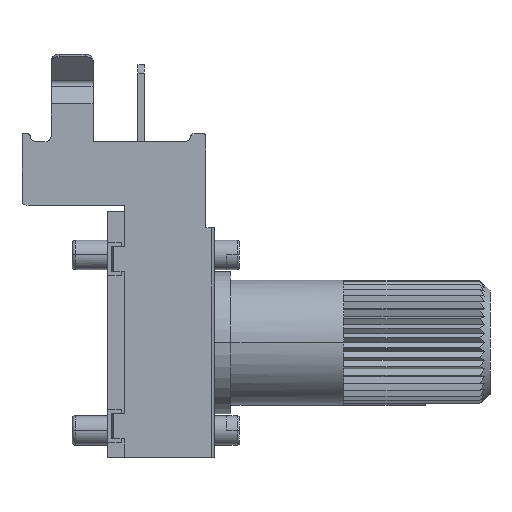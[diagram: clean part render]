
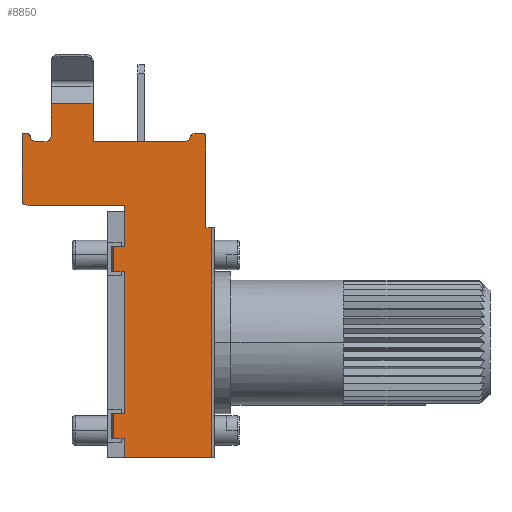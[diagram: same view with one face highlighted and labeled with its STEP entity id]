
A CAD part, left-side view. The second image highlights one B-rep face of the part: STEP entity #8850.
In plain terms, the highlighted planar face has unit normal (-1, 0, 0).
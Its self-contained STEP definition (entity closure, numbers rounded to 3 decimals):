
#4136=DIRECTION('',(0.,1.,0.));
#4137=VECTOR('',#4136,0.265);
#4138=CARTESIAN_POINT('',(-4.85,-0.265,5.5));
#4139=LINE('',#4138,#4137);
#4235=DIRECTION('',(0.,0.,-1.));
#4236=VECTOR('',#4235,3.324);
#4237=CARTESIAN_POINT('',(-4.85,8.8,10.));
#4238=LINE('',#4237,#4236);
#4706=DIRECTION('',(0.,1.,0.));
#4707=VECTOR('',#4706,4.165);
#4708=CARTESIAN_POINT('',(-4.85,-0.265,-5.5));
#4709=LINE('',#4708,#4707);
#5269=CARTESIAN_POINT('',(-4.85,8.5,7.076));
#5270=DIRECTION('',(-1.,0.,0.));
#5271=DIRECTION('',(0.,0.6,-0.8));
#5272=AXIS2_PLACEMENT_3D('',#5269,#5270,#5271);
#5282=DIRECTION('',(0.,0.,1.));
#5283=VECTOR('',#5282,11.);
#5284=CARTESIAN_POINT('',(-4.85,-0.265,-5.5));
#5285=LINE('',#5284,#5283);
#5536=DIRECTION('',(0.,0.,1.));
#5537=VECTOR('',#5536,0.9);
#5538=CARTESIAN_POINT('',(-4.85,3.9,-5.5));
#5539=LINE('',#5538,#5537);
#5548=DIRECTION('',(0.,1.,0.));
#5549=VECTOR('',#5548,0.524);
#5550=CARTESIAN_POINT('',(-4.85,3.9,-4.6));
#5551=LINE('',#5550,#5549);
#5574=DIRECTION('',(0.,1.,0.));
#5575=VECTOR('',#5574,0.524);
#5576=CARTESIAN_POINT('',(-4.85,3.9,-3.4));
#5577=LINE('',#5576,#5575);
#5599=DIRECTION('',(0.,0.,-1.));
#5600=VECTOR('',#5599,1.2);
#5601=CARTESIAN_POINT('',(-4.85,4.424,-3.4));
#5602=LINE('',#5601,#5600);
#5616=DIRECTION('',(0.,0.,1.));
#5617=VECTOR('',#5616,6.8);
#5618=CARTESIAN_POINT('',(-4.85,3.9,-3.4));
#5619=LINE('',#5618,#5617);
#5628=DIRECTION('',(0.,1.,0.));
#5629=VECTOR('',#5628,0.524);
#5630=CARTESIAN_POINT('',(-4.85,3.9,3.4));
#5631=LINE('',#5630,#5629);
#5658=DIRECTION('',(0.,1.,0.));
#5659=VECTOR('',#5658,0.524);
#5660=CARTESIAN_POINT('',(-4.85,3.9,4.6));
#5661=LINE('',#5660,#5659);
#5683=DIRECTION('',(0.,0.,-1.));
#5684=VECTOR('',#5683,1.2);
#5685=CARTESIAN_POINT('',(-4.85,4.424,4.6));
#5686=LINE('',#5685,#5684);
#5700=DIRECTION('',(0.,0.,1.));
#5701=VECTOR('',#5700,1.976);
#5702=CARTESIAN_POINT('',(-4.85,3.9,4.6));
#5703=LINE('',#5702,#5701);
#5712=DIRECTION('',(0.,1.,0.));
#5713=VECTOR('',#5712,4.6);
#5714=CARTESIAN_POINT('',(-4.85,3.9,6.576));
#5715=LINE('',#5714,#5713);
#5720=DIRECTION('',(0.,1.,0.));
#5721=VECTOR('',#5720,0.286);
#5722=CARTESIAN_POINT('',(-4.85,8.514,10.));
#5723=LINE('',#5722,#5721);
#5732=CARTESIAN_POINT('',(-4.85,8.514,9.9));
#5733=DIRECTION('',(1.,0.,0.));
#5734=DIRECTION('',(0.,0.,1.));
#5735=AXIS2_PLACEMENT_3D('',#5732,#5733,#5734);
#5741=CARTESIAN_POINT('',(-4.85,8.115,9.92));
#5742=DIRECTION('',(1.,0.,0.));
#5743=DIRECTION('',(0.,0.,-1.));
#5744=AXIS2_PLACEMENT_3D('',#5741,#5742,#5743);
#5754=DIRECTION('',(0.,-1.,0.));
#5755=VECTOR('',#5754,0.415);
#5756=CARTESIAN_POINT('',(-4.85,8.115,9.62));
#5757=LINE('',#5756,#5755);
#5762=CARTESIAN_POINT('',(-4.85,7.7,9.92));
#5763=DIRECTION('',(-1.,0.,0.));
#5764=DIRECTION('',(0.,0.,-1.));
#5765=AXIS2_PLACEMENT_3D('',#5762,#5763,#5764);
#5801=DIRECTION('',(0.,0.,1.));
#5802=VECTOR('',#5801,1.516);
#5803=CARTESIAN_POINT('',(-4.85,7.4,9.92));
#5804=LINE('',#5803,#5802);
#5834=DIRECTION('',(0.,0.,1.));
#5835=VECTOR('',#5834,1.816);
#5836=CARTESIAN_POINT('',(-4.85,5.4,9.62));
#5837=LINE('',#5836,#5835);
#5859=DIRECTION('',(0.,-1.,0.));
#5860=VECTOR('',#5859,4.385);
#5861=CARTESIAN_POINT('',(-4.85,5.4,9.62));
#5862=LINE('',#5861,#5860);
#5867=CARTESIAN_POINT('',(-4.85,1.015,9.92));
#5868=DIRECTION('',(1.,0.,0.));
#5869=DIRECTION('',(0.,-0.999,-0.05));
#5870=AXIS2_PLACEMENT_3D('',#5867,#5868,#5869);
#5880=CARTESIAN_POINT('',(-4.85,0.616,9.9));
#5881=DIRECTION('',(-1.,0.,0.));
#5882=DIRECTION('',(0.,0.,1.));
#5883=AXIS2_PLACEMENT_3D('',#5880,#5881,#5882);
#5889=DIRECTION('',(0.,1.,0.));
#5890=VECTOR('',#5889,0.516);
#5891=CARTESIAN_POINT('',(-4.85,0.1,10.));
#5892=LINE('',#5891,#5890);
#5897=CARTESIAN_POINT('',(-4.85,0.1,9.9));
#5898=DIRECTION('',(1.,0.,0.));
#5899=DIRECTION('',(0.,0.,1.));
#5900=AXIS2_PLACEMENT_3D('',#5897,#5898,#5899);
#5910=DIRECTION('',(0.,0.,1.));
#5911=VECTOR('',#5910,4.4);
#5912=CARTESIAN_POINT('',(-4.85,0.,5.5));
#5913=LINE('',#5912,#5911);
#5914=DIRECTION('',(0.,1.,0.));
#5915=VECTOR('',#5914,2.);
#5916=CARTESIAN_POINT('',(-4.85,5.4,11.436));
#5917=LINE('',#5916,#5915);
#6784=CARTESIAN_POINT('',(-4.85,-0.265,5.5));
#6785=CARTESIAN_POINT('',(-4.85,0.,5.5));
#6786=VERTEX_POINT('',#6784);
#6787=VERTEX_POINT('',#6785);
#6788=CARTESIAN_POINT('',(-4.85,0.,9.9));
#6789=VERTEX_POINT('',#6788);
#6790=CARTESIAN_POINT('',(-4.85,0.1,10.));
#6791=VERTEX_POINT('',#6790);
#6792=CARTESIAN_POINT('',(-4.85,8.514,10.));
#6793=CARTESIAN_POINT('',(-4.85,8.415,9.905));
#6794=VERTEX_POINT('',#6792);
#6795=VERTEX_POINT('',#6793);
#6796=CARTESIAN_POINT('',(-4.85,8.115,9.62));
#6797=VERTEX_POINT('',#6796);
#6798=CARTESIAN_POINT('',(-4.85,7.7,9.62));
#6799=VERTEX_POINT('',#6798);
#6800=CARTESIAN_POINT('',(-4.85,7.4,9.92));
#6801=VERTEX_POINT('',#6800);
#6802=CARTESIAN_POINT('',(-4.85,7.4,11.436));
#6803=VERTEX_POINT('',#6802);
#6804=CARTESIAN_POINT('',(-4.85,5.4,9.62));
#6805=CARTESIAN_POINT('',(-4.85,5.4,11.436));
#6806=VERTEX_POINT('',#6804);
#6807=VERTEX_POINT('',#6805);
#6808=CARTESIAN_POINT('',(-4.85,1.015,9.62));
#6809=VERTEX_POINT('',#6808);
#6810=CARTESIAN_POINT('',(-4.85,0.715,9.905));
#6811=VERTEX_POINT('',#6810);
#6812=CARTESIAN_POINT('',(-4.85,0.616,10.));
#6813=VERTEX_POINT('',#6812);
#6814=CARTESIAN_POINT('',(-4.85,-0.265,-5.5));
#6815=VERTEX_POINT('',#6814);
#6820=CARTESIAN_POINT('',(-4.85,3.9,-5.5));
#6821=VERTEX_POINT('',#6820);
#6822=CARTESIAN_POINT('',(-4.85,3.9,-4.6));
#6823=VERTEX_POINT('',#6822);
#6824=CARTESIAN_POINT('',(-4.85,4.424,-4.6));
#6825=VERTEX_POINT('',#6824);
#6826=CARTESIAN_POINT('',(-4.85,3.9,-3.4));
#6827=CARTESIAN_POINT('',(-4.85,4.424,-3.4));
#6828=VERTEX_POINT('',#6826);
#6829=VERTEX_POINT('',#6827);
#6830=CARTESIAN_POINT('',(-4.85,3.9,3.4));
#6831=VERTEX_POINT('',#6830);
#6832=CARTESIAN_POINT('',(-4.85,4.424,3.4));
#6833=VERTEX_POINT('',#6832);
#6834=CARTESIAN_POINT('',(-4.85,3.9,4.6));
#6835=CARTESIAN_POINT('',(-4.85,4.424,4.6));
#6836=VERTEX_POINT('',#6834);
#6837=VERTEX_POINT('',#6835);
#6838=CARTESIAN_POINT('',(-4.85,3.9,6.576));
#6839=VERTEX_POINT('',#6838);
#6840=CARTESIAN_POINT('',(-4.85,8.5,6.576));
#6841=VERTEX_POINT('',#6840);
#6842=CARTESIAN_POINT('',(-4.85,8.8,6.676));
#6843=VERTEX_POINT('',#6842);
#6844=CARTESIAN_POINT('',(-4.85,8.8,10.));
#6845=VERTEX_POINT('',#6844);
#8789=CARTESIAN_POINT('',(-4.85,-0.4,-7.86));
#8790=DIRECTION('',(1.,0.,0.));
#8791=DIRECTION('',(0.,0.,1.));
#8792=AXIS2_PLACEMENT_3D('',#8789,#8790,#8791);
#8793=PLANE('',#8792);
#8794=ORIENTED_EDGE('',*,*,#7242,.F.);
#8796=ORIENTED_EDGE('',*,*,#8795,.F.);
#8797=ORIENTED_EDGE('',*,*,#8000,.T.);
#8799=ORIENTED_EDGE('',*,*,#8798,.T.);
#8801=ORIENTED_EDGE('',*,*,#8800,.T.);
#8803=ORIENTED_EDGE('',*,*,#8802,.F.);
#8805=ORIENTED_EDGE('',*,*,#8804,.F.);
#8807=ORIENTED_EDGE('',*,*,#8806,.T.);
#8809=ORIENTED_EDGE('',*,*,#8808,.T.);
#8811=ORIENTED_EDGE('',*,*,#8810,.F.);
#8813=ORIENTED_EDGE('',*,*,#8812,.F.);
#8815=ORIENTED_EDGE('',*,*,#8814,.T.);
#8817=ORIENTED_EDGE('',*,*,#8816,.T.);
#8818=ORIENTED_EDGE('',*,*,#8780,.F.);
#8819=ORIENTED_EDGE('',*,*,#7421,.F.);
#8821=ORIENTED_EDGE('',*,*,#8820,.F.);
#8823=ORIENTED_EDGE('',*,*,#8822,.T.);
#8825=ORIENTED_EDGE('',*,*,#8824,.F.);
#8827=ORIENTED_EDGE('',*,*,#8826,.T.);
#8829=ORIENTED_EDGE('',*,*,#8828,.T.);
#8831=ORIENTED_EDGE('',*,*,#8830,.T.);
#8833=ORIENTED_EDGE('',*,*,#8832,.F.);
#8835=ORIENTED_EDGE('',*,*,#8834,.F.);
#8837=ORIENTED_EDGE('',*,*,#8836,.T.);
#8839=ORIENTED_EDGE('',*,*,#8838,.F.);
#8841=ORIENTED_EDGE('',*,*,#8840,.F.);
#8843=ORIENTED_EDGE('',*,*,#8842,.F.);
#8845=ORIENTED_EDGE('',*,*,#8844,.T.);
#8847=ORIENTED_EDGE('',*,*,#8846,.F.);
#8848=EDGE_LOOP('',(#8794,#8796,#8797,#8799,#8801,#8803,#8805,#8807,#8809,#8811,
#8813,#8815,#8817,#8818,#8819,#8821,#8823,#8825,#8827,#8829,#8831,#8833,#8835,
#8837,#8839,#8841,#8843,#8845,#8847));
#8849=FACE_OUTER_BOUND('',#8848,.F.);
#5273=CIRCLE('',#5272,0.5);
#5736=CIRCLE('',#5735,0.1);
#5745=CIRCLE('',#5744,0.3);
#5766=CIRCLE('',#5765,0.3);
#5871=CIRCLE('',#5870,0.3);
#5884=CIRCLE('',#5883,0.1);
#5901=CIRCLE('',#5900,0.1);
#7242=EDGE_CURVE('',#6786,#6787,#4139,.T.);
#7421=EDGE_CURVE('',#6845,#6843,#4238,.T.);
#8000=EDGE_CURVE('',#6815,#6821,#4709,.T.);
#8780=EDGE_CURVE('',#6843,#6841,#5273,.T.);
#8795=EDGE_CURVE('',#6815,#6786,#5285,.T.);
#8798=EDGE_CURVE('',#6821,#6823,#5539,.T.);
#8800=EDGE_CURVE('',#6823,#6825,#5551,.T.);
#8802=EDGE_CURVE('',#6829,#6825,#5602,.T.);
#8804=EDGE_CURVE('',#6828,#6829,#5577,.T.);
#8806=EDGE_CURVE('',#6828,#6831,#5619,.T.);
#8808=EDGE_CURVE('',#6831,#6833,#5631,.T.);
#8810=EDGE_CURVE('',#6837,#6833,#5686,.T.);
#8812=EDGE_CURVE('',#6836,#6837,#5661,.T.);
#8814=EDGE_CURVE('',#6836,#6839,#5703,.T.);
#8816=EDGE_CURVE('',#6839,#6841,#5715,.T.);
#8820=EDGE_CURVE('',#6794,#6845,#5723,.T.);
#8822=EDGE_CURVE('',#6794,#6795,#5736,.T.);
#8824=EDGE_CURVE('',#6797,#6795,#5745,.T.);
#8826=EDGE_CURVE('',#6797,#6799,#5757,.T.);
#8828=EDGE_CURVE('',#6799,#6801,#5766,.T.);
#8830=EDGE_CURVE('',#6801,#6803,#5804,.T.);
#8832=EDGE_CURVE('',#6807,#6803,#5917,.T.);
#8834=EDGE_CURVE('',#6806,#6807,#5837,.T.);
#8836=EDGE_CURVE('',#6806,#6809,#5862,.T.);
#8838=EDGE_CURVE('',#6811,#6809,#5871,.T.);
#8840=EDGE_CURVE('',#6813,#6811,#5884,.T.);
#8842=EDGE_CURVE('',#6791,#6813,#5892,.T.);
#8844=EDGE_CURVE('',#6791,#6789,#5901,.T.);
#8846=EDGE_CURVE('',#6787,#6789,#5913,.T.);
#8850=ADVANCED_FACE('',(#8849),#8793,.F.);
